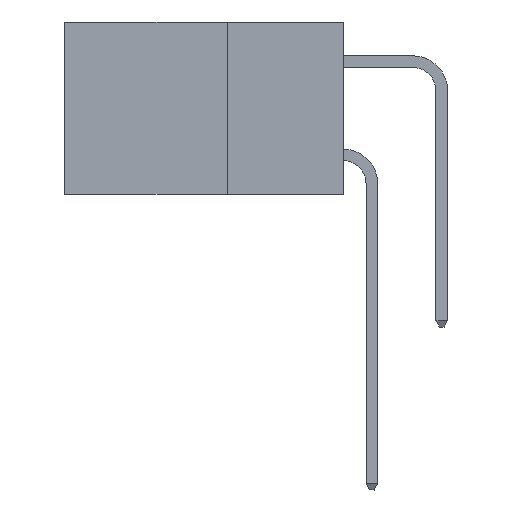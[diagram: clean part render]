
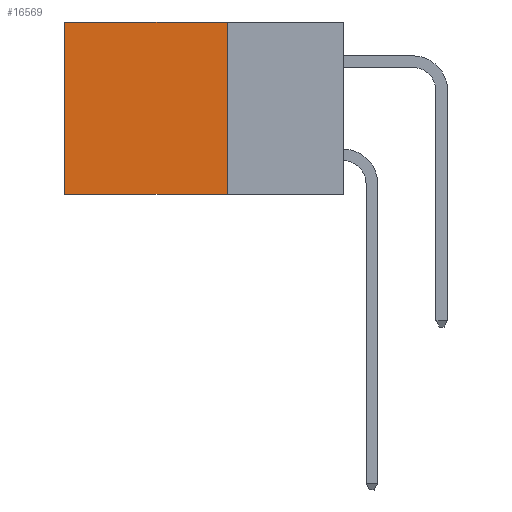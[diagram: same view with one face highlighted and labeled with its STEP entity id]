
A CAD part, left-side view. The second image highlights one B-rep face of the part: STEP entity #16569.
In plain terms, the highlighted planar face has unit normal (-1, 0, 0).
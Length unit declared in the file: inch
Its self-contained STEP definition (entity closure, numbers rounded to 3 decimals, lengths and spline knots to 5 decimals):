
#409 = CARTESIAN_POINT ( 'NONE',  ( 0.298, 0.25, 0. ) ) ;
#1634 = DIRECTION ( 'NONE',  ( 0., 0., -1. ) ) ;
#2178 = CARTESIAN_POINT ( 'NONE',  ( 0.298, 0.6, 0. ) ) ;
#2423 = VERTEX_POINT ( 'NONE', #2178 ) ;
#5472 = VECTOR ( 'NONE', #1634, 39.37008 ) ;
#6447 = DIRECTION ( 'NONE',  ( 1., 0., 0. ) ) ;
#6467 = FACE_OUTER_BOUND ( 'NONE', #15205, .T. ) ;
#7330 = EDGE_CURVE ( 'NONE', #2423, #23950, #20462, .T. ) ;
#7401 = LINE ( 'NONE', #18441, #27699 ) ;
#8277 = CARTESIAN_POINT ( 'NONE',  ( 0.298, 0.25, 0. ) ) ;
#9505 = VECTOR ( 'NONE', #10955, 39.37008 ) ;
#10955 = DIRECTION ( 'NONE',  ( 0., 0., -1. ) ) ;
#11387 = CARTESIAN_POINT ( 'NONE',  ( 0.298, 0.25, -0.37 ) ) ;
#13229 = EDGE_CURVE ( 'NONE', #15427, #23950, #31546, .T. ) ;
#14489 = CARTESIAN_POINT ( 'NONE',  ( 0.298, 0.25, 0. ) ) ;
#15205 = EDGE_LOOP ( 'NONE', ( #18950, #19247, #27817, #18387 ) ) ;
#15427 = VERTEX_POINT ( 'NONE', #17418 ) ;
#16569 = ADVANCED_FACE ( 'NONE', ( #6467 ), #30277, .F. ) ;
#17116 = DIRECTION ( 'NONE',  ( 0., 0., -1. ) ) ;
#17418 = CARTESIAN_POINT ( 'NONE',  ( 0.298, 0.25, -0.37 ) ) ;
#17521 = VECTOR ( 'NONE', #22042, 39.37008 ) ;
#18387 = ORIENTED_EDGE ( 'NONE', *, *, #25622, .T. ) ;
#18441 = CARTESIAN_POINT ( 'NONE',  ( 0.298, 0.25, 0. ) ) ;
#18950 = ORIENTED_EDGE ( 'NONE', *, *, #7330, .T. ) ;
#19247 = ORIENTED_EDGE ( 'NONE', *, *, #13229, .F. ) ;
#20462 = LINE ( 'NONE', #33424, #5472 ) ;
#21129 = DIRECTION ( 'NONE',  ( 0., 1., 0. ) ) ;
#22042 = DIRECTION ( 'NONE',  ( 0., 1., 0. ) ) ;
#23950 = VERTEX_POINT ( 'NONE', #29838 ) ;
#25622 = EDGE_CURVE ( 'NONE', #26504, #2423, #7401, .T. ) ;
#26504 = VERTEX_POINT ( 'NONE', #409 ) ;
#27699 = VECTOR ( 'NONE', #21129, 39.37008 ) ;
#27817 = ORIENTED_EDGE ( 'NONE', *, *, #30528, .F. ) ;
#29838 = CARTESIAN_POINT ( 'NONE',  ( 0.298, 0.6, -0.37 ) ) ;
#30277 = PLANE ( 'NONE',  #30992 ) ;
#30528 = EDGE_CURVE ( 'NONE', #26504, #15427, #30562, .T. ) ;
#30562 = LINE ( 'NONE', #8277, #9505 ) ;
#30992 = AXIS2_PLACEMENT_3D ( 'NONE', #14489, #6447, #17116 ) ;
#31546 = LINE ( 'NONE', #11387, #17521 ) ;
#33424 = CARTESIAN_POINT ( 'NONE',  ( 0.298, 0.6, 0. ) ) ;
